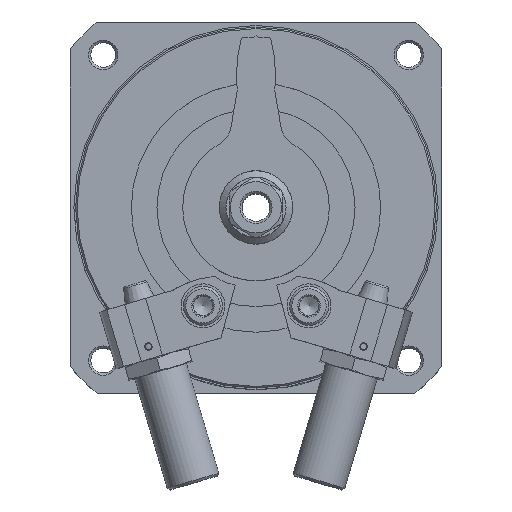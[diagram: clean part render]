
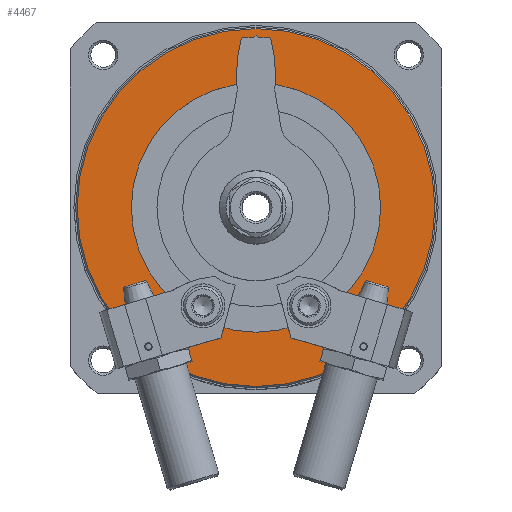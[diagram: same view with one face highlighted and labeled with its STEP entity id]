
A CAD part, top view. The second image highlights one B-rep face of the part: STEP entity #4467.
In plain terms, the highlighted face is planar.
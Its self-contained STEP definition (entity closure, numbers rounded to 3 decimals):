
#877=ORIENTED_EDGE('',*,*,#1990,.F.);
#878=ORIENTED_EDGE('',*,*,#1991,.T.);
#1990=EDGE_CURVE('',#2557,#2557,#2988,.T.);
#1991=EDGE_CURVE('',#2558,#2558,#2989,.T.);
#2557=VERTEX_POINT('',#7370);
#2558=VERTEX_POINT('',#7372);
#2988=CIRCLE('',#5128,73.2);
#2989=CIRCLE('',#5129,51.);
#3306=EDGE_LOOP('',(#877));
#3307=EDGE_LOOP('',(#878));
#3830=FACE_BOUND('',#3306,.T.);
#3831=FACE_BOUND('',#3307,.T.);
#4317=PLANE('',#5127);
#4467=ADVANCED_FACE('',(#3830,#3831),#4317,.F.);
#5127=AXIS2_PLACEMENT_3D('',#7368,#5838,#5839);
#5128=AXIS2_PLACEMENT_3D('',#7369,#5840,#5841);
#5129=AXIS2_PLACEMENT_3D('',#7371,#5842,#5843);
#5838=DIRECTION('',(1.,0.,0.));
#5839=DIRECTION('',(0.,0.,-1.));
#5840=DIRECTION('',(1.,0.,0.));
#5841=DIRECTION('',(0.,0.,-1.));
#5842=DIRECTION('',(1.,0.,0.));
#5843=DIRECTION('',(0.,0.,-1.));
#7368=CARTESIAN_POINT('',(-84.,0.,0.));
#7369=CARTESIAN_POINT('',(-84.,0.,0.));
#7370=CARTESIAN_POINT('',(-84.,0.,-73.2));
#7371=CARTESIAN_POINT('',(-84.,0.,0.));
#7372=CARTESIAN_POINT('',(-84.,0.,-51.));
